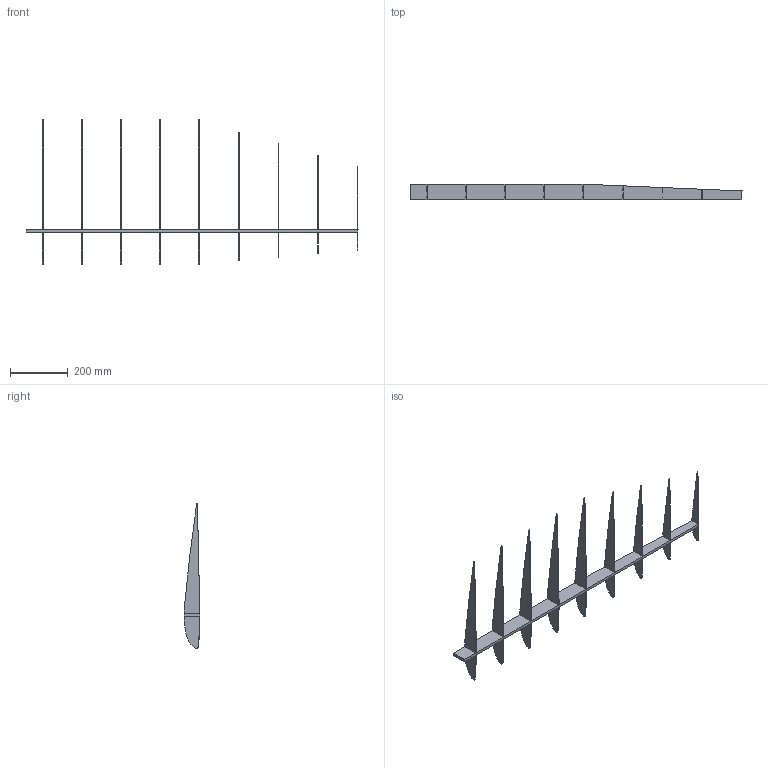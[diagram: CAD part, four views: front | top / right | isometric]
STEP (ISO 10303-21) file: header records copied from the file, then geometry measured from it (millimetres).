
FILE_DESCRIPTION (( 'STEP AP203' ), '1' );
FILE_NAME ('ASA INF OK.STEP', '2023-06-17T01:28:56', ( '' ), ( '' ), 'SwSTEP 2.0', 'SolidWorks 2022', '' );
FILE_SCHEMA (( 'CONFIG_CONTROL_DESIGN' ));
Length unit declared in the file: millimetre
Products named in the file (3): ASA INF OK; Longarina_Asa_Inferior_Sem Camadas; Asa Inferior ESAMODV5_Perfis alinhados na Base_Bordo de Ataque Ok
Assembly tree (2 placements, depth 2):
  ASA INF OK
    Longarina_Asa_Inferior_Sem Camadas
    Asa Inferior ESAMODV5_Perfis alinhados na Base_Bordo de Ataque Ok
Bounding box: 1150 x 54.45 x 500.08 mm (x, y, z)
Volume: 908541 mm3; surface area: 394001.8 mm2
Topology: 19 solids, 19 shells, 138 faces, 300 edges, 200 vertices
Faces by surface type: plane 80, bspline 58
Entity records: 9299 total; most frequent: CARTESIAN_POINT 6345, ORIENTED_EDGE 600, DIRECTION 378, EDGE_CURVE 300, LINE 208, VECTOR 208, VERTEX_POINT 200, ADVANCED_FACE 138
